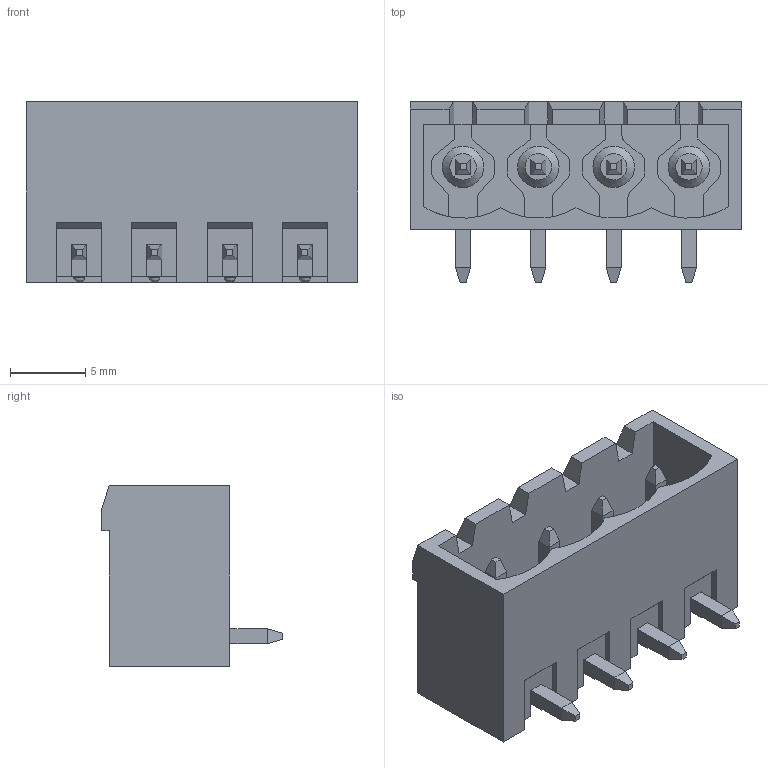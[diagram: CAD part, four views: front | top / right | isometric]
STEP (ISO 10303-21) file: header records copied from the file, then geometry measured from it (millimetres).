
FILE_DESCRIPTION( ( 'Unknown' ), '1' );
FILE_NAME( '691313710004.stp', 'Unknown', ( 'Unknown' ), ( 'Unknown' ), 'PSStep 14.0', 'Unknown', ' ' );
FILE_SCHEMA( ( 'AUTOMOTIVE_DESIGN { 1 0 10303 214 1 1 1 1 }' ) );
Length unit declared in the file: millimetre
Products named in the file (3): Assem1; 6913137100xx_PIN; 691313710004
Assembly tree (5 placements, depth 2):
  Assem1
    6913137100xx_PIN  x4
    691313710004
Bounding box: 22 x 12 x 12 mm (x, y, z)
Volume: 914.5 mm3; surface area: 2182.6 mm2
Topology: 5 solids, 5 shells, 248 faces, 658 edges, 424 vertices
Faces by surface type: plane 196, cylinder 44, cone 4, bspline 4
Full cylindrical faces by diameter (mm): 0.75 x4, 2.75 x4
Entity records: 7885 total; most frequent: CARTESIAN_POINT 1192, ORIENTED_EDGE 1054, DIRECTION 1023, EDGE_CURVE 527, LINE 429, VECTOR 429, VERTEX_POINT 354, AXIS2_PLACEMENT_3D 297
